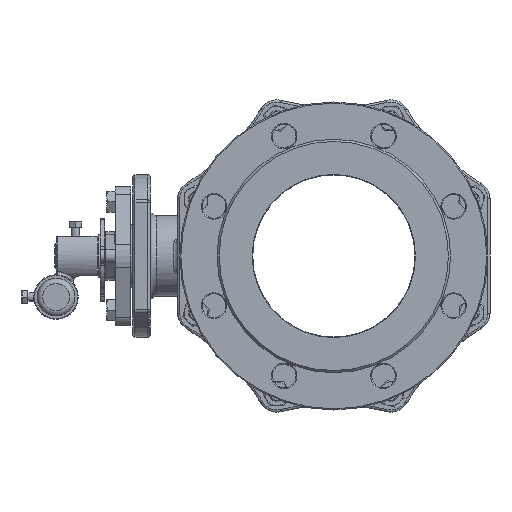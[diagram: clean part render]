
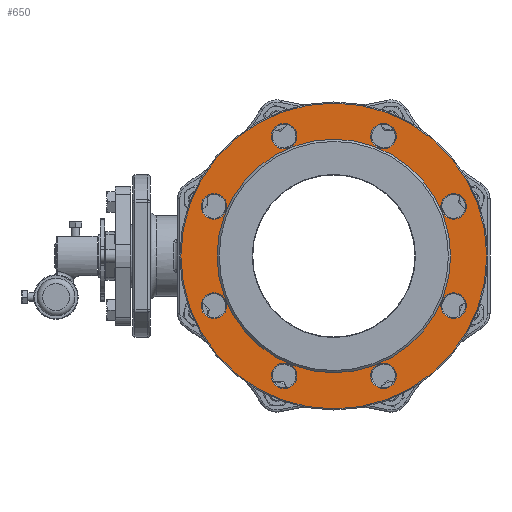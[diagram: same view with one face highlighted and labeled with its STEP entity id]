
A CAD part, left-side view. The second image highlights one B-rep face of the part: STEP entity #650.
In plain terms, the highlighted planar face has unit normal (-1, 0, 0).
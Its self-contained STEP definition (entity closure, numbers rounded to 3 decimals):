
#650 = ADVANCED_FACE ( 'NONE', ( #38367, #38369, #38371, #38373, #38366, #38368, #38370, #38372, #38374, #38355 ), #38375, .T. ) ;
#36383 = CARTESIAN_POINT ( 'NONE',  ( -176., 142.5, 0. ) ) ;
#36384 = DIRECTION ( 'NONE',  ( -1., 0., 0. ) ) ;
#36386 = DIRECTION ( 'NONE',  ( 0., -1., 0. ) ) ;
#38355 = FACE_BOUND ( 'NONE', #70376, .T. ) ;
#38366 = FACE_BOUND ( 'NONE', #70367, .T. ) ;
#38367 = FACE_OUTER_BOUND ( 'NONE', #62059, .T. ) ;
#38368 = FACE_BOUND ( 'NONE', #70400, .T. ) ;
#38369 = FACE_BOUND ( 'NONE', #62050, .T. ) ;
#38370 = FACE_BOUND ( 'NONE', #70387, .T. ) ;
#38371 = FACE_BOUND ( 'NONE', #70402, .T. ) ;
#38372 = FACE_BOUND ( 'NONE', #70397, .T. ) ;
#38373 = FACE_BOUND ( 'NONE', #70364, .T. ) ;
#38374 = FACE_BOUND ( 'NONE', #70399, .T. ) ;
#38375 = PLANE ( 'NONE',  #40908 ) ;
#40908 = AXIS2_PLACEMENT_3D ( 'NONE', #36383, #36384, #36386 ) ;
#62050 = EDGE_LOOP ( 'NONE', ( #67085 ) ) ;
#62059 = EDGE_LOOP ( 'NONE', ( #67084 ) ) ;
#64446 = CIRCLE ( 'NONE', #64452, 11.8 ) ;
#64452 = AXIS2_PLACEMENT_3D ( 'NONE', #69551, #69552, #69553 ) ;
#64498 = CIRCLE ( 'NONE', #64507, 11.8 ) ;
#64507 = AXIS2_PLACEMENT_3D ( 'NONE', #69592, #69593, #69594 ) ;
#64707 = CIRCLE ( 'NONE', #64714, 11.8 ) ;
#64714 = AXIS2_PLACEMENT_3D ( 'NONE', #69902, #69904, #69905 ) ;
#64717 = CIRCLE ( 'NONE', #64726, 11.8 ) ;
#64726 = AXIS2_PLACEMENT_3D ( 'NONE', #69912, #69914, #69915 ) ;
#64735 = CIRCLE ( 'NONE', #64744, 11.8 ) ;
#64744 = AXIS2_PLACEMENT_3D ( 'NONE', #69928, #69929, #69930 ) ;
#64748 = CIRCLE ( 'NONE', #64756, 11.8 ) ;
#64754 = AXIS2_PLACEMENT_3D ( 'NONE', #69942, #69944, #69945 ) ;
#64756 = AXIS2_PLACEMENT_3D ( 'NONE', #69937, #69938, #69939 ) ;
#64762 = CIRCLE ( 'NONE', #64754, 11.8 ) ;
#64843 = CIRCLE ( 'NONE', #64852, 108. ) ;
#64852 = AXIS2_PLACEMENT_3D ( 'NONE', #71935, #71937, #71939 ) ;
#64854 = CIRCLE ( 'NONE', #64864, 141.5 ) ;
#64864 = AXIS2_PLACEMENT_3D ( 'NONE', #71949, #71950, #71952 ) ;
#64867 = CIRCLE ( 'NONE', #64877, 11.8 ) ;
#64877 = AXIS2_PLACEMENT_3D ( 'NONE', #71960, #71962, #71964 ) ;
#67084 = ORIENTED_EDGE ( 'NONE', *, *, #75192, .T. ) ;
#67085 = ORIENTED_EDGE ( 'NONE', *, *, #75190, .T. ) ;
#67086 = ORIENTED_EDGE ( 'NONE', *, *, #75160, .T. ) ;
#67087 = ORIENTED_EDGE ( 'NONE', *, *, #75155, .T. ) ;
#67088 = ORIENTED_EDGE ( 'NONE', *, *, #75158, .T. ) ;
#67089 = ORIENTED_EDGE ( 'NONE', *, *, #75153, .T. ) ;
#67091 = ORIENTED_EDGE ( 'NONE', *, *, #75087, .T. ) ;
#67092 = ORIENTED_EDGE ( 'NONE', *, *, #75194, .T. ) ;
#67093 = ORIENTED_EDGE ( 'NONE', *, *, #75100, .T. ) ;
#67094 = ORIENTED_EDGE ( 'NONE', *, *, #75161, .T. ) ;
#69551 = CARTESIAN_POINT ( 'NONE',  ( -176., -110.866, 45.922 ) ) ;
#69552 = DIRECTION ( 'NONE',  ( 1., 0., 0. ) ) ;
#69553 = DIRECTION ( 'NONE',  ( 0., -1., 0. ) ) ;
#69592 = CARTESIAN_POINT ( 'NONE',  ( -176., 45.922, 110.866 ) ) ;
#69593 = DIRECTION ( 'NONE',  ( 1., 0., 0. ) ) ;
#69594 = DIRECTION ( 'NONE',  ( 0., -1., 0. ) ) ;
#69902 = CARTESIAN_POINT ( 'NONE',  ( -176., -110.866, -45.922 ) ) ;
#69904 = DIRECTION ( 'NONE',  ( 1., 0., 0. ) ) ;
#69905 = DIRECTION ( 'NONE',  ( 0., -1., 0. ) ) ;
#69912 = CARTESIAN_POINT ( 'NONE',  ( -176., 45.922, -110.866 ) ) ;
#69914 = DIRECTION ( 'NONE',  ( 1., 0., 0. ) ) ;
#69915 = DIRECTION ( 'NONE',  ( 0., -1., 0. ) ) ;
#69928 = CARTESIAN_POINT ( 'NONE',  ( -176., -45.922, -110.866 ) ) ;
#69929 = DIRECTION ( 'NONE',  ( 1., 0., 0. ) ) ;
#69930 = DIRECTION ( 'NONE',  ( 0., -1., 0. ) ) ;
#69937 = CARTESIAN_POINT ( 'NONE',  ( -176., 110.866, -45.922 ) ) ;
#69938 = DIRECTION ( 'NONE',  ( 1., 0., 0. ) ) ;
#69939 = DIRECTION ( 'NONE',  ( 0., -1., 0. ) ) ;
#69942 = CARTESIAN_POINT ( 'NONE',  ( -176., 110.866, 45.922 ) ) ;
#69944 = DIRECTION ( 'NONE',  ( 1., 0., 0. ) ) ;
#69945 = DIRECTION ( 'NONE',  ( 0., -1., 0. ) ) ;
#70364 = EDGE_LOOP ( 'NONE', ( #67087 ) ) ;
#70367 = EDGE_LOOP ( 'NONE', ( #67088 ) ) ;
#70376 = EDGE_LOOP ( 'NONE', ( #67094 ) ) ;
#70387 = EDGE_LOOP ( 'NONE', ( #67091 ) ) ;
#70397 = EDGE_LOOP ( 'NONE', ( #67092 ) ) ;
#70399 = EDGE_LOOP ( 'NONE', ( #67093 ) ) ;
#70400 = EDGE_LOOP ( 'NONE', ( #67089 ) ) ;
#70402 = EDGE_LOOP ( 'NONE', ( #67086 ) ) ;
#71935 = CARTESIAN_POINT ( 'NONE',  ( -176., 0., 0. ) ) ;
#71937 = DIRECTION ( 'NONE',  ( 1., 0., 0. ) ) ;
#71939 = DIRECTION ( 'NONE',  ( 0., -1., 0. ) ) ;
#71949 = CARTESIAN_POINT ( 'NONE',  ( -176., 0., 0. ) ) ;
#71950 = DIRECTION ( 'NONE',  ( -1., 0., 0. ) ) ;
#71952 = DIRECTION ( 'NONE',  ( 0., -1., 0. ) ) ;
#71960 = CARTESIAN_POINT ( 'NONE',  ( -176., -45.922, 110.866 ) ) ;
#71962 = DIRECTION ( 'NONE',  ( 1., 0., 0. ) ) ;
#71964 = DIRECTION ( 'NONE',  ( 0., -1., 0. ) ) ;
#72830 = VERTEX_POINT ( 'NONE', #72835 ) ;
#72835 = CARTESIAN_POINT ( 'NONE',  ( -176., -122.666, 45.922 ) ) ;
#72841 = VERTEX_POINT ( 'NONE', #72846 ) ;
#72846 = CARTESIAN_POINT ( 'NONE',  ( -176., 34.122, 110.866 ) ) ;
#72855 = VERTEX_POINT ( 'NONE', #72861 ) ;
#72859 = VERTEX_POINT ( 'NONE', #72865 ) ;
#72861 = CARTESIAN_POINT ( 'NONE',  ( -176., -122.666, -45.922 ) ) ;
#72862 = VERTEX_POINT ( 'NONE', #72868 ) ;
#72865 = CARTESIAN_POINT ( 'NONE',  ( -176., 34.122, -110.866 ) ) ;
#72867 = VERTEX_POINT ( 'NONE', #72872 ) ;
#72868 = CARTESIAN_POINT ( 'NONE',  ( -176., -57.722, -110.866 ) ) ;
#72871 = VERTEX_POINT ( 'NONE', #72875 ) ;
#72872 = CARTESIAN_POINT ( 'NONE',  ( -176., 99.066, -45.922 ) ) ;
#72875 = CARTESIAN_POINT ( 'NONE',  ( -176., 99.066, 45.922 ) ) ;
#72882 = VERTEX_POINT ( 'NONE', #72887 ) ;
#72886 = VERTEX_POINT ( 'NONE', #72891 ) ;
#72887 = CARTESIAN_POINT ( 'NONE',  ( -176., -108., 0. ) ) ;
#72889 = VERTEX_POINT ( 'NONE', #72895 ) ;
#72891 = CARTESIAN_POINT ( 'NONE',  ( -176., -141.5, 0. ) ) ;
#72895 = CARTESIAN_POINT ( 'NONE',  ( -176., -57.722, 110.866 ) ) ;
#75087 = EDGE_CURVE ( 'NONE', #72830, #72830, #64446, .T. ) ;
#75100 = EDGE_CURVE ( 'NONE', #72841, #72841, #64498, .T. ) ;
#75153 = EDGE_CURVE ( 'NONE', #72855, #72855, #64707, .T. ) ;
#75155 = EDGE_CURVE ( 'NONE', #72859, #72859, #64717, .T. ) ;
#75158 = EDGE_CURVE ( 'NONE', #72862, #72862, #64735, .T. ) ;
#75160 = EDGE_CURVE ( 'NONE', #72867, #72867, #64748, .T. ) ;
#75161 = EDGE_CURVE ( 'NONE', #72871, #72871, #64762, .T. ) ;
#75190 = EDGE_CURVE ( 'NONE', #72882, #72882, #64843, .T. ) ;
#75192 = EDGE_CURVE ( 'NONE', #72886, #72886, #64854, .T. ) ;
#75194 = EDGE_CURVE ( 'NONE', #72889, #72889, #64867, .T. ) ;
